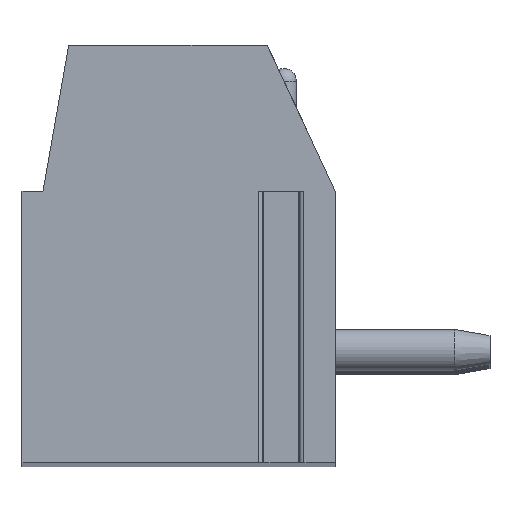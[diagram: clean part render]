
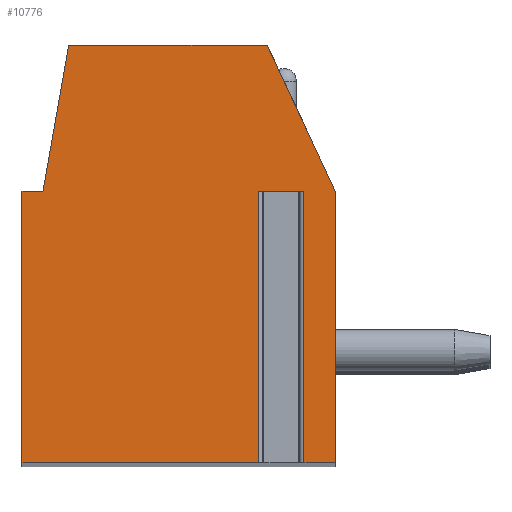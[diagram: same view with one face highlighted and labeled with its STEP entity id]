
A CAD part, top view. The second image highlights one B-rep face of the part: STEP entity #10776.
In plain terms, the highlighted planar face has unit normal (0, 0, 1).
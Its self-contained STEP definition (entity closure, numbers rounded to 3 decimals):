
#13=DIRECTION('',(-1.,0.,0.));
#14=VECTOR('',#13,1.097);
#15=CARTESIAN_POINT('',(2.998,1.5,53.34));
#16=LINE('',#15,#14);
#17=DIRECTION('',(0.,-1.,0.));
#18=VECTOR('',#17,6.5);
#19=CARTESIAN_POINT('',(1.902,1.5,53.34));
#20=LINE('',#19,#18);
#21=DIRECTION('',(1.,0.,0.));
#22=VECTOR('',#21,5.652);
#23=CARTESIAN_POINT('',(-3.75,-5.,53.34));
#24=LINE('',#23,#22);
#25=DIRECTION('',(0.,-1.,0.));
#26=VECTOR('',#25,6.5);
#27=CARTESIAN_POINT('',(-3.75,1.5,53.34));
#28=LINE('',#27,#26);
#29=DIRECTION('',(-1.,0.,0.));
#30=VECTOR('',#29,0.5);
#31=CARTESIAN_POINT('',(-3.25,1.5,53.34));
#32=LINE('',#31,#30);
#33=DIRECTION('',(-0.174,-0.985,0.));
#34=VECTOR('',#33,3.554);
#35=CARTESIAN_POINT('',(-2.633,5.,53.34));
#36=LINE('',#35,#34);
#37=DIRECTION('',(-1.,0.,0.));
#38=VECTOR('',#37,4.751);
#39=CARTESIAN_POINT('',(2.118,5.,53.34));
#40=LINE('',#39,#38);
#41=DIRECTION('',(-0.423,0.906,0.));
#42=VECTOR('',#41,3.862);
#43=CARTESIAN_POINT('',(3.75,1.5,53.34));
#44=LINE('',#43,#42);
#45=DIRECTION('',(0.,1.,0.));
#46=VECTOR('',#45,6.5);
#47=CARTESIAN_POINT('',(3.75,-5.,53.34));
#48=LINE('',#47,#46);
#49=DIRECTION('',(1.,0.,0.));
#50=VECTOR('',#49,0.752);
#51=CARTESIAN_POINT('',(2.998,-5.,53.34));
#52=LINE('',#51,#50);
#53=DIRECTION('',(0.,-1.,0.));
#54=VECTOR('',#53,6.5);
#55=CARTESIAN_POINT('',(2.998,1.5,53.34));
#56=LINE('',#55,#54);
#8553=CARTESIAN_POINT('',(-2.633,5.,53.34));
#8554=CARTESIAN_POINT('',(-3.25,1.5,53.34));
#8555=VERTEX_POINT('',#8553);
#8556=VERTEX_POINT('',#8554);
#8557=CARTESIAN_POINT('',(-3.75,1.5,53.34));
#8558=VERTEX_POINT('',#8557);
#8559=CARTESIAN_POINT('',(-3.75,-5.,53.34));
#8560=VERTEX_POINT('',#8559);
#8561=CARTESIAN_POINT('',(3.75,-5.,53.34));
#8562=CARTESIAN_POINT('',(3.75,1.5,53.34));
#8563=VERTEX_POINT('',#8561);
#8564=VERTEX_POINT('',#8562);
#8565=CARTESIAN_POINT('',(2.118,5.,53.34));
#8566=VERTEX_POINT('',#8565);
#8625=CARTESIAN_POINT('',(2.998,1.5,53.34));
#8626=CARTESIAN_POINT('',(1.902,1.5,53.34));
#8627=VERTEX_POINT('',#8625);
#8628=VERTEX_POINT('',#8626);
#8629=CARTESIAN_POINT('',(1.902,-5.,53.34));
#8630=VERTEX_POINT('',#8629);
#8631=CARTESIAN_POINT('',(2.998,-5.,53.34));
#8632=VERTEX_POINT('',#8631);
#10747=CARTESIAN_POINT('',(0.,0.,53.34));
#10748=DIRECTION('',(0.,0.,1.));
#10749=DIRECTION('',(1.,0.,0.));
#10750=AXIS2_PLACEMENT_3D('',#10747,#10748,#10749);
#10751=PLANE('',#10750);
#10753=ORIENTED_EDGE('',*,*,#10752,.T.);
#10755=ORIENTED_EDGE('',*,*,#10754,.T.);
#10757=ORIENTED_EDGE('',*,*,#10756,.F.);
#10759=ORIENTED_EDGE('',*,*,#10758,.F.);
#10761=ORIENTED_EDGE('',*,*,#10760,.F.);
#10763=ORIENTED_EDGE('',*,*,#10762,.F.);
#10765=ORIENTED_EDGE('',*,*,#10764,.F.);
#10767=ORIENTED_EDGE('',*,*,#10766,.F.);
#10769=ORIENTED_EDGE('',*,*,#10768,.F.);
#10771=ORIENTED_EDGE('',*,*,#10770,.F.);
#10773=ORIENTED_EDGE('',*,*,#10772,.F.);
#10774=EDGE_LOOP('',(#10753,#10755,#10757,#10759,#10761,#10763,#10765,#10767,
#10769,#10771,#10773));
#10775=FACE_OUTER_BOUND('',#10774,.F.);
#10752=EDGE_CURVE('',#8627,#8628,#16,.T.);
#10754=EDGE_CURVE('',#8628,#8630,#20,.T.);
#10756=EDGE_CURVE('',#8560,#8630,#24,.T.);
#10758=EDGE_CURVE('',#8558,#8560,#28,.T.);
#10760=EDGE_CURVE('',#8556,#8558,#32,.T.);
#10762=EDGE_CURVE('',#8555,#8556,#36,.T.);
#10764=EDGE_CURVE('',#8566,#8555,#40,.T.);
#10766=EDGE_CURVE('',#8564,#8566,#44,.T.);
#10768=EDGE_CURVE('',#8563,#8564,#48,.T.);
#10770=EDGE_CURVE('',#8632,#8563,#52,.T.);
#10772=EDGE_CURVE('',#8627,#8632,#56,.T.);
#10776=ADVANCED_FACE('',(#10775),#10751,.T.);
